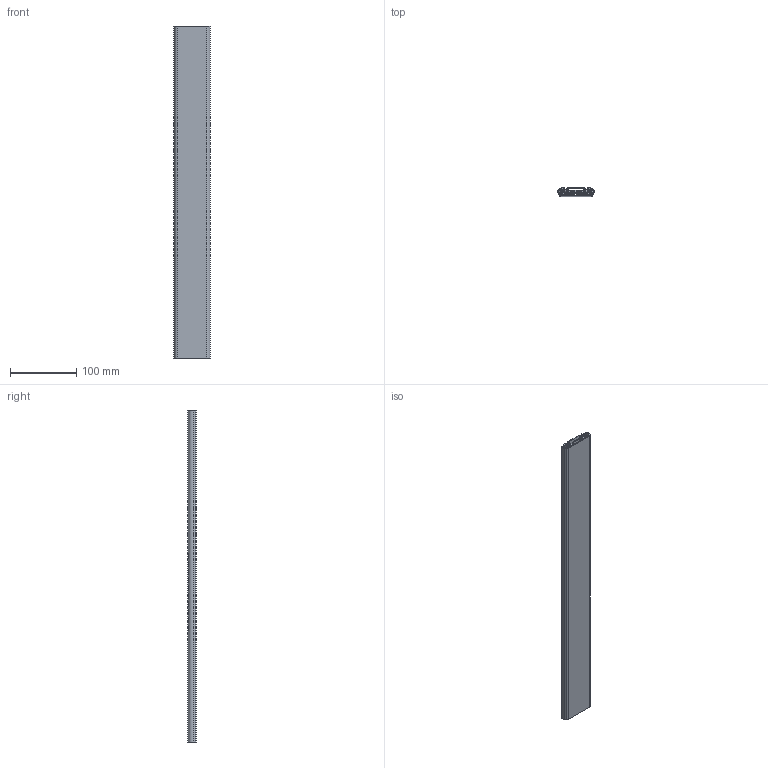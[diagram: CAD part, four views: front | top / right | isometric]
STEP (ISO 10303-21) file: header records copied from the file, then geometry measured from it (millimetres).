
FILE_DESCRIPTION(/* description */ ('Master Profielschetsen + Parameters'),/* implementation_level */ '2;1');
FILE_NAME(/* name */ 'TRICOM_500_500.stp',/* time_stamp */ '2016-02-23T14:39:09+01:00',/* author */ ('m.meijers'),/* organization */ (''),/* preprocessor_version */ 'ST-DEVELOPER v15.6',/* originating_system */ 'Autodesk Inventor 2015',/* authorisation */ '');
FILE_SCHEMA (('AUTOMOTIVE_DESIGN { 1 0 10303 214 3 1 1 }'));
Length unit declared in the file: millimetre
Products named in the file (14): E000031692; E000031693; E000031704; E000031705; E000031701; E000031700; E000031695; E000031703; E000031696; E000031698; E000031699; E000031697; E000031702; E000031691
Assembly tree (45 placements, depth 3):
  E000031691
    E000031692
    E000031704
      E000031693
    E000031700
      E000031705
      E000031701  x20
    E000031703
      E000031695
    E000031699
      E000031696
      E000031698  x14
    E000031702
      E000031697
Bounding box: 55.3 x 12.75 x 500 mm (x, y, z)
Volume: 138738.3 mm3; surface area: 208910 mm2
Topology: 39 solids, 39 shells, 688 faces, 2258 edges, 1748 vertices
Faces by surface type: plane 378, cylinder 276, sphere 34
Full cylindrical faces by diameter (mm): 4.76 x14, 5.56 x20
Entity records: 24252 total; most frequent: CARTESIAN_POINT 4649, DIRECTION 4206, ORIENTED_EDGE 3856, EDGE_CURVE 1928, LINE 1444, VECTOR 1444, AXIS2_PLACEMENT_3D 1381, VERTEX_POINT 1292
